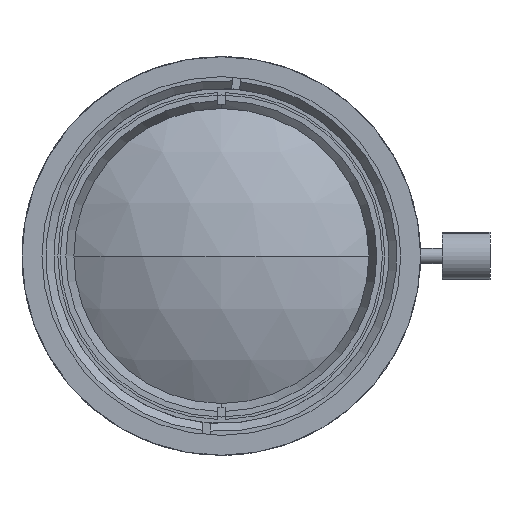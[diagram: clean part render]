
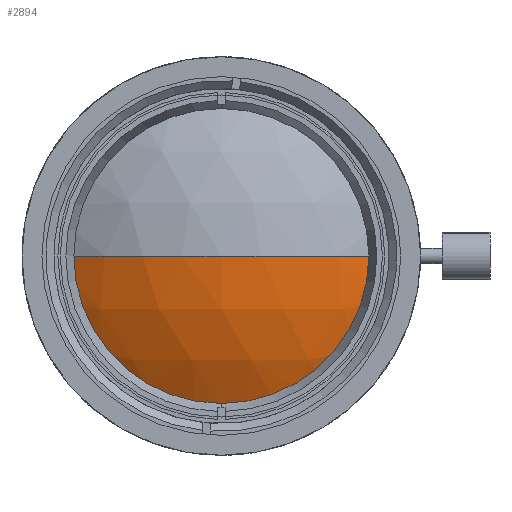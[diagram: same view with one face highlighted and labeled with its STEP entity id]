
A CAD part, left-side view. The second image highlights one B-rep face of the part: STEP entity #2894.
In plain terms, the highlighted spherical face has radius 35.724 mm.
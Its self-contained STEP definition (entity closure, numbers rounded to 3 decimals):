
#21 = EDGE_CURVE ( 'NONE', #3952, #1203, #3439, .T. ) ;
#37 = DIRECTION ( 'NONE',  ( 0., 1., 0. ) ) ;
#148 = VERTEX_POINT ( 'NONE', #2705 ) ;
#498 = EDGE_LOOP ( 'NONE', ( #8438, #6077, #1544 ) ) ;
#553 = CARTESIAN_POINT ( 'NONE',  ( 33.767, 0., 0. ) ) ;
#559 = CIRCLE ( 'NONE', #7346, 35.724 ) ;
#1172 = DIRECTION ( 'NONE',  ( 0., 0., -1. ) ) ;
#1199 = DIRECTION ( 'NONE',  ( 1., 0., 0. ) ) ;
#1203 = VERTEX_POINT ( 'NONE', #4922 ) ;
#1447 = DIRECTION ( 'NONE',  ( -1., 0., 0. ) ) ;
#1544 = ORIENTED_EDGE ( 'NONE', *, *, #4925, .F. ) ;
#1995 = DIRECTION ( 'NONE',  ( 0., 0., -1. ) ) ;
#2067 = AXIS2_PLACEMENT_3D ( 'NONE', #6605, #1447, #7293 ) ;
#2136 = AXIS2_PLACEMENT_3D ( 'NONE', #8337, #1172, #5710 ) ;
#2223 = AXIS2_PLACEMENT_3D ( 'NONE', #7126, #1995, #37 ) ;
#2513 = SPHERICAL_SURFACE ( 'NONE', #2223, 35.724 ) ;
#2705 = CARTESIAN_POINT ( 'NONE',  ( 3.515, 19., 0. ) ) ;
#2894 = ADVANCED_FACE ( 'NONE', ( #4214 ), #2513, .T. ) ;
#3037 = CARTESIAN_POINT ( 'NONE',  ( 3.515, -19., 0. ) ) ;
#3061 = EDGE_CURVE ( 'NONE', #148, #3952, #6249, .T. ) ;
#3439 = CIRCLE ( 'NONE', #2136, 35.724 ) ;
#3952 = VERTEX_POINT ( 'NONE', #3037 ) ;
#4214 = FACE_OUTER_BOUND ( 'NONE', #498, .T. ) ;
#4922 = CARTESIAN_POINT ( 'NONE',  ( -1.957, 0., 0. ) ) ;
#4925 = EDGE_CURVE ( 'NONE', #148, #1203, #559, .T. ) ;
#5075 = DIRECTION ( 'NONE',  ( 0., 0., 1. ) ) ;
#5710 = DIRECTION ( 'NONE',  ( 0., 1., 0. ) ) ;
#6077 = ORIENTED_EDGE ( 'NONE', *, *, #21, .T. ) ;
#6249 = CIRCLE ( 'NONE', #2067, 19. ) ;
#6605 = CARTESIAN_POINT ( 'NONE',  ( 3.515, 0., 0. ) ) ;
#7126 = CARTESIAN_POINT ( 'NONE',  ( 33.767, 0., 0. ) ) ;
#7293 = DIRECTION ( 'NONE',  ( 0., 0., 1. ) ) ;
#7346 = AXIS2_PLACEMENT_3D ( 'NONE', #553, #5075, #1199 ) ;
#8337 = CARTESIAN_POINT ( 'NONE',  ( 33.767, 0., 0. ) ) ;
#8438 = ORIENTED_EDGE ( 'NONE', *, *, #3061, .T. ) ;
